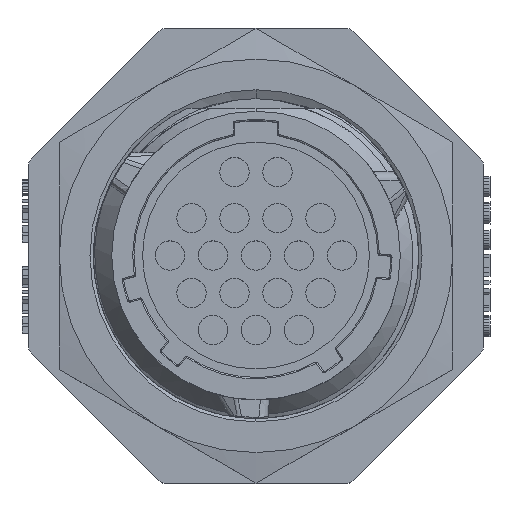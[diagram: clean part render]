
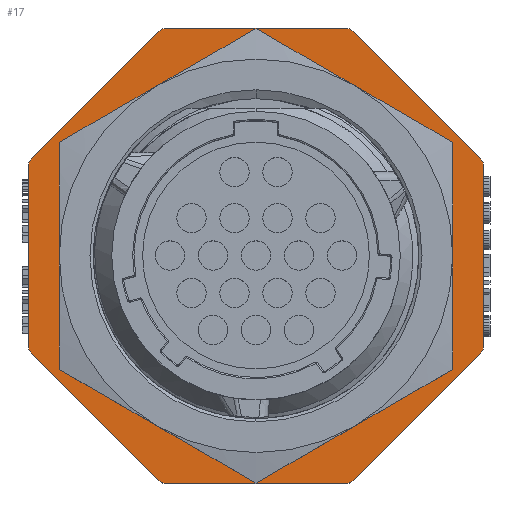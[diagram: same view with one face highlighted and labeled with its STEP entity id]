
A CAD part, top view. The second image highlights one B-rep face of the part: STEP entity #17.
In plain terms, the highlighted planar face has unit normal (0, 0, 1).
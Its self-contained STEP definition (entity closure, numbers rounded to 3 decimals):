
#17 = ADVANCED_FACE('',(#18,#156),#176,.F.);
#18 = FACE_BOUND('',#19,.F.);
#19 = EDGE_LOOP('',(#20,#31,#39,#48,#56,#65,#73,#82,#90,#99,#107,#116,
    #124,#133,#141,#150));
#20 = ORIENTED_EDGE('',*,*,#21,.F.);
#21 = EDGE_CURVE('',#22,#24,#26,.T.);
#22 = VERTEX_POINT('',#23);
#23 = CARTESIAN_POINT('',(7.448,17.23,5.5));
#24 = VERTEX_POINT('',#25);
#25 = CARTESIAN_POINT('',(6.917,17.45,5.5));
#26 = CIRCLE('',#27,0.75);
#27 = AXIS2_PLACEMENT_3D('',#28,#29,#30);
#28 = CARTESIAN_POINT('',(6.917,16.7,5.5));
#29 = DIRECTION('',(0.,0.,1.));
#30 = DIRECTION('',(0.707,0.707,0.));
#31 = ORIENTED_EDGE('',*,*,#32,.T.);
#32 = EDGE_CURVE('',#22,#33,#35,.T.);
#33 = VERTEX_POINT('',#34);
#34 = CARTESIAN_POINT('',(17.23,7.448,5.5));
#35 = LINE('',#36,#37);
#36 = CARTESIAN_POINT('',(7.448,17.23,5.5));
#37 = VECTOR('',#38,1.);
#38 = DIRECTION('',(0.707,-0.707,0.));
#39 = ORIENTED_EDGE('',*,*,#40,.F.);
#40 = EDGE_CURVE('',#41,#33,#43,.T.);
#41 = VERTEX_POINT('',#42);
#42 = CARTESIAN_POINT('',(17.45,6.917,5.5));
#43 = CIRCLE('',#44,0.75);
#44 = AXIS2_PLACEMENT_3D('',#45,#46,#47);
#45 = CARTESIAN_POINT('',(16.7,6.917,5.5));
#46 = DIRECTION('',(0.,0.,1.));
#47 = DIRECTION('',(1.,0.,0.));
#48 = ORIENTED_EDGE('',*,*,#49,.T.);
#49 = EDGE_CURVE('',#41,#50,#52,.T.);
#50 = VERTEX_POINT('',#51);
#51 = CARTESIAN_POINT('',(17.45,-6.917,5.5));
#52 = LINE('',#53,#54);
#53 = CARTESIAN_POINT('',(17.45,6.917,5.5));
#54 = VECTOR('',#55,1.);
#55 = DIRECTION('',(0.,-1.,0.));
#56 = ORIENTED_EDGE('',*,*,#57,.F.);
#57 = EDGE_CURVE('',#58,#50,#60,.T.);
#58 = VERTEX_POINT('',#59);
#59 = CARTESIAN_POINT('',(17.23,-7.448,5.5));
#60 = CIRCLE('',#61,0.75);
#61 = AXIS2_PLACEMENT_3D('',#62,#63,#64);
#62 = CARTESIAN_POINT('',(16.7,-6.917,5.5));
#63 = DIRECTION('',(0.,0.,1.));
#64 = DIRECTION('',(0.707,-0.707,0.));
#65 = ORIENTED_EDGE('',*,*,#66,.T.);
#66 = EDGE_CURVE('',#58,#67,#69,.T.);
#67 = VERTEX_POINT('',#68);
#68 = CARTESIAN_POINT('',(7.448,-17.23,5.5));
#69 = LINE('',#70,#71);
#70 = CARTESIAN_POINT('',(17.23,-7.448,5.5));
#71 = VECTOR('',#72,1.);
#72 = DIRECTION('',(-0.707,-0.707,0.));
#73 = ORIENTED_EDGE('',*,*,#74,.F.);
#74 = EDGE_CURVE('',#75,#67,#77,.T.);
#75 = VERTEX_POINT('',#76);
#76 = CARTESIAN_POINT('',(6.917,-17.45,5.5));
#77 = CIRCLE('',#78,0.75);
#78 = AXIS2_PLACEMENT_3D('',#79,#80,#81);
#79 = CARTESIAN_POINT('',(6.917,-16.7,5.5));
#80 = DIRECTION('',(0.,0.,1.));
#81 = DIRECTION('',(0.,-1.,0.));
#82 = ORIENTED_EDGE('',*,*,#83,.T.);
#83 = EDGE_CURVE('',#75,#84,#86,.T.);
#84 = VERTEX_POINT('',#85);
#85 = CARTESIAN_POINT('',(-6.917,-17.45,5.5));
#86 = LINE('',#87,#88);
#87 = CARTESIAN_POINT('',(6.917,-17.45,5.5));
#88 = VECTOR('',#89,1.);
#89 = DIRECTION('',(-1.,0.,0.));
#90 = ORIENTED_EDGE('',*,*,#91,.F.);
#91 = EDGE_CURVE('',#92,#84,#94,.T.);
#92 = VERTEX_POINT('',#93);
#93 = CARTESIAN_POINT('',(-7.448,-17.23,5.5));
#94 = CIRCLE('',#95,0.75);
#95 = AXIS2_PLACEMENT_3D('',#96,#97,#98);
#96 = CARTESIAN_POINT('',(-6.917,-16.7,5.5));
#97 = DIRECTION('',(0.,0.,1.));
#98 = DIRECTION('',(-0.707,-0.707,0.));
#99 = ORIENTED_EDGE('',*,*,#100,.T.);
#100 = EDGE_CURVE('',#92,#101,#103,.T.);
#101 = VERTEX_POINT('',#102);
#102 = CARTESIAN_POINT('',(-17.23,-7.448,5.5));
#103 = LINE('',#104,#105);
#104 = CARTESIAN_POINT('',(-7.448,-17.23,5.5));
#105 = VECTOR('',#106,1.);
#106 = DIRECTION('',(-0.707,0.707,0.));
#107 = ORIENTED_EDGE('',*,*,#108,.F.);
#108 = EDGE_CURVE('',#109,#101,#111,.T.);
#109 = VERTEX_POINT('',#110);
#110 = CARTESIAN_POINT('',(-17.45,-6.917,5.5));
#111 = CIRCLE('',#112,0.75);
#112 = AXIS2_PLACEMENT_3D('',#113,#114,#115);
#113 = CARTESIAN_POINT('',(-16.7,-6.917,5.5));
#114 = DIRECTION('',(0.,0.,1.));
#115 = DIRECTION('',(-1.,0.,0.));
#116 = ORIENTED_EDGE('',*,*,#117,.T.);
#117 = EDGE_CURVE('',#109,#118,#120,.T.);
#118 = VERTEX_POINT('',#119);
#119 = CARTESIAN_POINT('',(-17.45,6.917,5.5));
#120 = LINE('',#121,#122);
#121 = CARTESIAN_POINT('',(-17.45,-6.917,5.5));
#122 = VECTOR('',#123,1.);
#123 = DIRECTION('',(0.,1.,0.));
#124 = ORIENTED_EDGE('',*,*,#125,.F.);
#125 = EDGE_CURVE('',#126,#118,#128,.T.);
#126 = VERTEX_POINT('',#127);
#127 = CARTESIAN_POINT('',(-17.23,7.448,5.5));
#128 = CIRCLE('',#129,0.75);
#129 = AXIS2_PLACEMENT_3D('',#130,#131,#132);
#130 = CARTESIAN_POINT('',(-16.7,6.917,5.5));
#131 = DIRECTION('',(0.,0.,1.));
#132 = DIRECTION('',(-0.707,0.707,0.));
#133 = ORIENTED_EDGE('',*,*,#134,.T.);
#134 = EDGE_CURVE('',#126,#135,#137,.T.);
#135 = VERTEX_POINT('',#136);
#136 = CARTESIAN_POINT('',(-7.448,17.23,5.5));
#137 = LINE('',#138,#139);
#138 = CARTESIAN_POINT('',(-17.23,7.448,5.5));
#139 = VECTOR('',#140,1.);
#140 = DIRECTION('',(0.707,0.707,0.));
#141 = ORIENTED_EDGE('',*,*,#142,.F.);
#142 = EDGE_CURVE('',#143,#135,#145,.T.);
#143 = VERTEX_POINT('',#144);
#144 = CARTESIAN_POINT('',(-6.917,17.45,5.5));
#145 = CIRCLE('',#146,0.75);
#146 = AXIS2_PLACEMENT_3D('',#147,#148,#149);
#147 = CARTESIAN_POINT('',(-6.917,16.7,5.5));
#148 = DIRECTION('',(0.,0.,1.));
#149 = DIRECTION('',(0.,1.,0.));
#150 = ORIENTED_EDGE('',*,*,#151,.T.);
#151 = EDGE_CURVE('',#143,#24,#152,.T.);
#152 = LINE('',#153,#154);
#153 = CARTESIAN_POINT('',(-6.917,17.45,5.5));
#154 = VECTOR('',#155,1.);
#155 = DIRECTION('',(1.,0.,0.));
#156 = FACE_BOUND('',#157,.F.);
#157 = EDGE_LOOP('',(#158,#169));
#158 = ORIENTED_EDGE('',*,*,#159,.T.);
#159 = EDGE_CURVE('',#160,#162,#164,.T.);
#160 = VERTEX_POINT('',#161);
#161 = CARTESIAN_POINT('',(0.,13.7,5.5));
#162 = VERTEX_POINT('',#163);
#163 = CARTESIAN_POINT('',(0.,-13.7,5.5));
#164 = CIRCLE('',#165,13.7);
#165 = AXIS2_PLACEMENT_3D('',#166,#167,#168);
#166 = CARTESIAN_POINT('',(0.,0.,5.5));
#167 = DIRECTION('',(0.,0.,1.));
#168 = DIRECTION('',(0.,1.,0.));
#169 = ORIENTED_EDGE('',*,*,#170,.T.);
#170 = EDGE_CURVE('',#162,#160,#171,.T.);
#171 = CIRCLE('',#172,13.7);
#172 = AXIS2_PLACEMENT_3D('',#173,#174,#175);
#173 = CARTESIAN_POINT('',(0.,0.,5.5));
#174 = DIRECTION('',(0.,0.,1.));
#175 = DIRECTION('',(0.,-1.,0.));
#176 = PLANE('',#177);
#177 = AXIS2_PLACEMENT_3D('',#178,#179,#180);
#178 = CARTESIAN_POINT('',(0.,0.,5.5));
#179 = DIRECTION('',(0.,0.,-1.));
#180 = DIRECTION('',(0.,-1.,0.));
